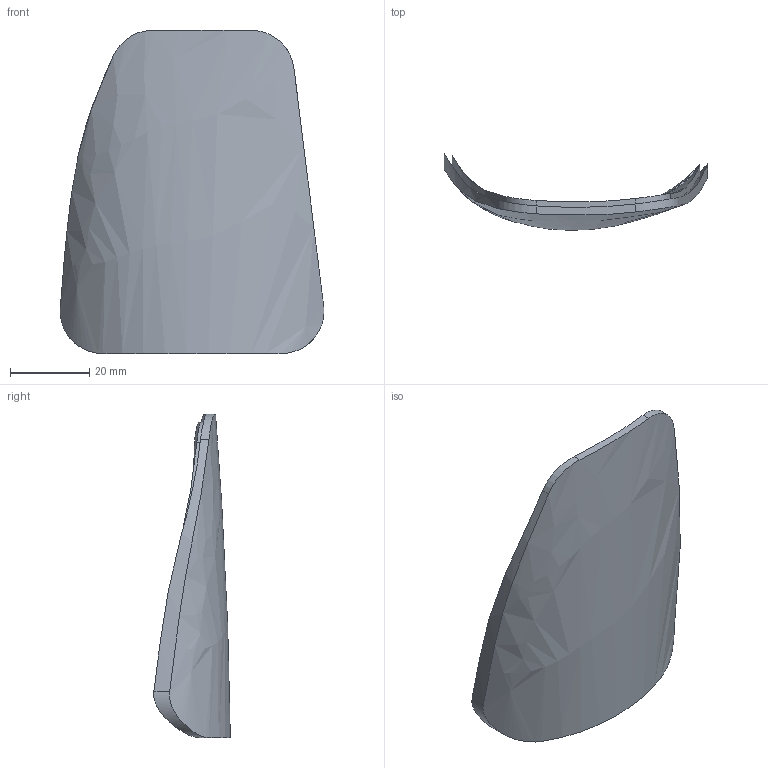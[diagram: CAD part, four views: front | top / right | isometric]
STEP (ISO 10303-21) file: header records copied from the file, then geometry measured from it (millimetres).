
FILE_DESCRIPTION(/* description */ ('STEP AP214'),/* implementation_level */ '2;1');
FILE_NAME(/* name */ '683c51284258294a187f3dda',/* time_stamp */ '2025-06-01T13:10:01Z',/* author */ (''),/* organization */ (''),/* preprocessor_version */ 'ST-DEVELOPER v20',/* originating_system */ 'ONSHAPE BY PTC INC, 1.198',/* authorisation */ ' ');
FILE_SCHEMA (('AUTOMOTIVE_DESIGN {1 0 10303 214 3 1 1}'));
Length unit declared in the file: metre
Products named in the file (1): Part 68
Bounding box: 66.59 x 19.35 x 81.6 mm (x, y, z)
Volume: 16694.1 mm3; surface area: 11291.9 mm2
Topology: 1 solids, 1 shells, 25 faces, 65 edges, 44 vertices
Faces by surface type: cylinder 10, plane 8, bspline 5, torus 2
Entity records: 1790 total; most frequent: CARTESIAN_POINT 1241, ORIENTED_EDGE 130, DIRECTION 66, EDGE_CURVE 65, B_SPLINE_CURVE_WITH_KNOTS 45, VERTEX_POINT 44, EDGE_LOOP 27, FACE_BOUND 27
